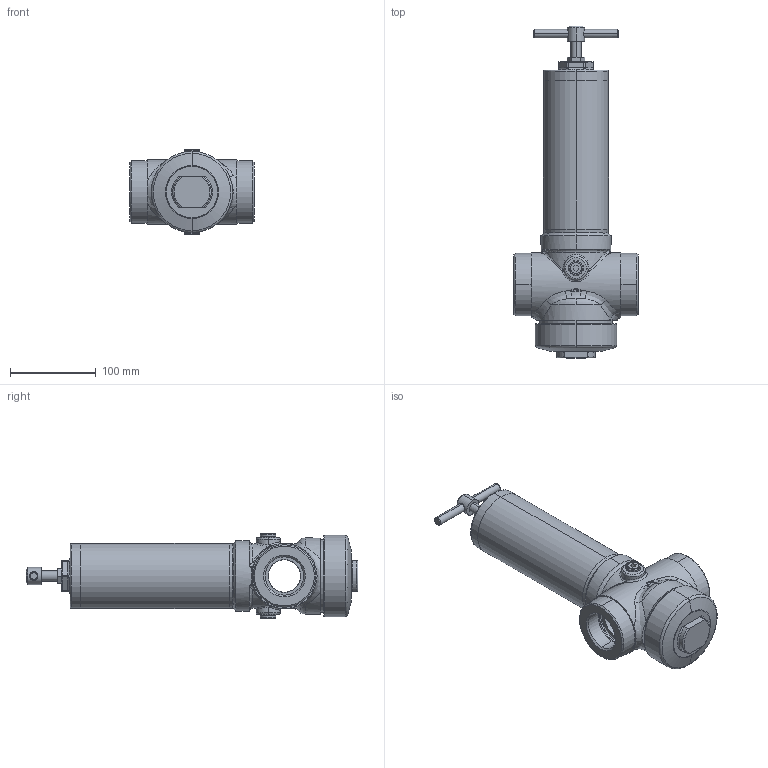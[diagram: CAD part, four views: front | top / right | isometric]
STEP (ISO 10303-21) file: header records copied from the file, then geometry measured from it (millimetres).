
FILE_DESCRIPTION (( 'STEP AP203' ), '1' );
FILE_NAME ('70 BG III G112 Female, Ø48-64.STEP', '2017-12-13T14:07:53', ( '' ), ( '' ), 'SwSTEP 2.0', 'SolidWorks 2016', '' );
FILE_SCHEMA (( 'CONFIG_CONTROL_DESIGN' ));
Length unit declared in the file: millimetre
Products named in the file (1): 70 BG III G112 Female, Ø48-64
Bounding box: 145 x 388 x 99 mm (x, y, z)
Volume: 625326.9 mm3; surface area: 227320.3 mm2
Topology: 9 solids, 9 shells, 435 faces, 969 edges, 569 vertices
Faces by surface type: cylinder 115, cone 107, plane 86, torus 85, bspline 34, sphere 8
Entity records: 16074 total; most frequent: CARTESIAN_POINT 6511, DIRECTION 2075, ORIENTED_EDGE 1938, EDGE_CURVE 969, AXIS2_PLACEMENT_3D 903, VERTEX_POINT 569, CIRCLE 501, EDGE_LOOP 470
